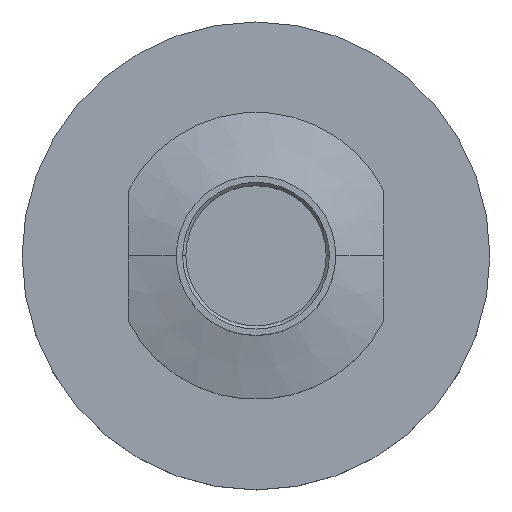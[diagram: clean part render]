
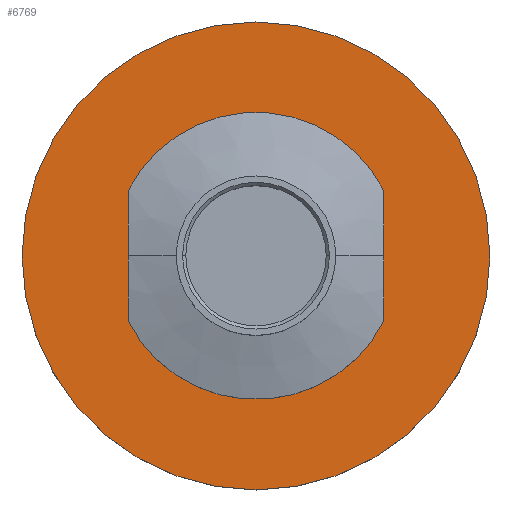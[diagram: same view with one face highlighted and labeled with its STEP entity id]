
A CAD part, top view. The second image highlights one B-rep face of the part: STEP entity #6769.
In plain terms, the highlighted planar face has unit normal (0, 0, 1).
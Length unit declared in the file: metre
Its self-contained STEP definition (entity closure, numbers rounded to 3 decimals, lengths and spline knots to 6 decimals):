
#431 = DIRECTION ( 'NONE',  ( 0., 0., -1. ) ) ;
#555 = CARTESIAN_POINT ( 'NONE',  ( -0.00555, 0., 0. ) ) ;
#969 = PLANE ( 'NONE',  #1100 ) ;
#1100 = AXIS2_PLACEMENT_3D ( 'NONE', #5955, #1537, #5417 ) ;
#1272 = CARTESIAN_POINT ( 'NONE',  ( 0.011, 0., 0. ) ) ;
#1379 = DIRECTION ( 'NONE',  ( 0., 0., 1. ) ) ;
#1434 = CARTESIAN_POINT ( 'NONE',  ( 0., 0., 0. ) ) ;
#1443 = AXIS2_PLACEMENT_3D ( 'NONE', #2437, #6335, #3000 ) ;
#1537 = DIRECTION ( 'NONE',  ( 0., 0., -1. ) ) ;
#1726 = EDGE_CURVE ( 'NONE', #3407, #6643, #6466, .T. ) ;
#1734 = FACE_OUTER_BOUND ( 'NONE', #5084, .T. ) ;
#1970 = CARTESIAN_POINT ( 'NONE',  ( 0.00555, 0., 0. ) ) ;
#1978 = ORIENTED_EDGE ( 'NONE', *, *, #1726, .F. ) ;
#1997 = DIRECTION ( 'NONE',  ( -1., 0., 0. ) ) ;
#2437 = CARTESIAN_POINT ( 'NONE',  ( 0., 0., 0. ) ) ;
#2923 = CARTESIAN_POINT ( 'NONE',  ( -0.011, 0., 0. ) ) ;
#3000 = DIRECTION ( 'NONE',  ( -1., 0., 0. ) ) ;
#3201 = FACE_BOUND ( 'NONE', #3963, .T. ) ;
#3407 = VERTEX_POINT ( 'NONE', #2923 ) ;
#3459 = EDGE_CURVE ( 'NONE', #6643, #3407, #6300, .T. ) ;
#3646 = ORIENTED_EDGE ( 'NONE', *, *, #7148, .F. ) ;
#3743 = CARTESIAN_POINT ( 'NONE',  ( 0., 0., 0. ) ) ;
#3963 = EDGE_LOOP ( 'NONE', ( #5344, #3646 ) ) ;
#4021 = AXIS2_PLACEMENT_3D ( 'NONE', #3743, #431, #4313 ) ;
#4313 = DIRECTION ( 'NONE',  ( -1., 0., 0. ) ) ;
#4322 = AXIS2_PLACEMENT_3D ( 'NONE', #1434, #5315, #1997 ) ;
#4603 = AXIS2_PLACEMENT_3D ( 'NONE', #4698, #1379, #5254 ) ;
#4670 = VERTEX_POINT ( 'NONE', #555 ) ;
#4698 = CARTESIAN_POINT ( 'NONE',  ( 0., 0., 0. ) ) ;
#5034 = CIRCLE ( 'NONE', #4603, 0.00555 ) ;
#5084 = EDGE_LOOP ( 'NONE', ( #1978, #5611 ) ) ;
#5254 = DIRECTION ( 'NONE',  ( -1., 0., 0. ) ) ;
#5315 = DIRECTION ( 'NONE',  ( 0., 0., 1. ) ) ;
#5344 = ORIENTED_EDGE ( 'NONE', *, *, #6709, .F. ) ;
#5417 = DIRECTION ( 'NONE',  ( -1., 0., 0. ) ) ;
#5611 = ORIENTED_EDGE ( 'NONE', *, *, #3459, .F. ) ;
#5955 = CARTESIAN_POINT ( 'NONE',  ( 0., 0., 0. ) ) ;
#6300 = CIRCLE ( 'NONE', #1443, 0.011 ) ;
#6335 = DIRECTION ( 'NONE',  ( 0., 0., -1. ) ) ;
#6466 = CIRCLE ( 'NONE', #4021, 0.011 ) ;
#6580 = CIRCLE ( 'NONE', #4322, 0.00555 ) ;
#6643 = VERTEX_POINT ( 'NONE', #1272 ) ;
#6709 = EDGE_CURVE ( 'NONE', #4670, #7120, #5034, .T. ) ;
#6769 = ADVANCED_FACE ( 'NONE', ( #3201, #1734 ), #969, .F. ) ;
#7120 = VERTEX_POINT ( 'NONE', #1970 ) ;
#7148 = EDGE_CURVE ( 'NONE', #7120, #4670, #6580, .T. ) ;
